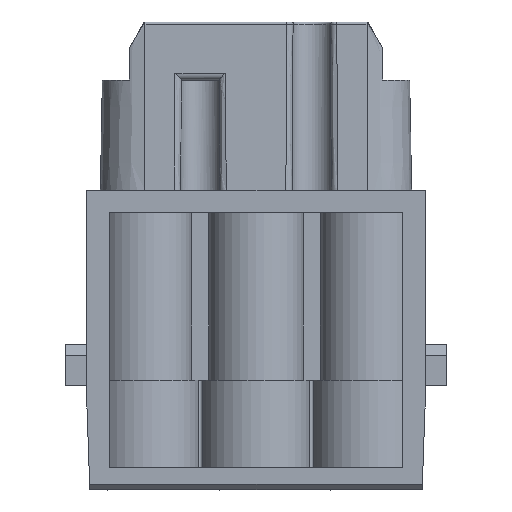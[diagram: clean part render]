
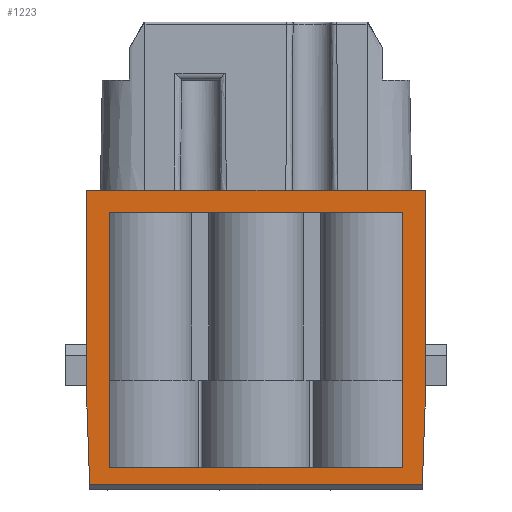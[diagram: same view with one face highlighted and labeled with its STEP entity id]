
A CAD part, left-side view. The second image highlights one B-rep face of the part: STEP entity #1223.
In plain terms, the highlighted planar face has unit normal (-1, 0, 0).
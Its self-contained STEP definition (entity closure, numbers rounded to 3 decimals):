
#1223=ADVANCED_FACE('',(#1689,#1690),#1502,.T.);
#1502=PLANE('',#7885);
#1689=FACE_BOUND('',#1895,.T.);
#1690=FACE_BOUND('',#1896,.T.);
#1895=EDGE_LOOP('',(#3029,#3030,#3031,#3032));
#1896=EDGE_LOOP('',(#3033,#3034,#3035,#3036,#3037,#3038));
#3029=ORIENTED_EDGE('',*,*,#4786,.T.);
#3030=ORIENTED_EDGE('',*,*,#4772,.T.);
#3031=ORIENTED_EDGE('',*,*,#4778,.T.);
#3032=ORIENTED_EDGE('',*,*,#4785,.T.);
#3033=ORIENTED_EDGE('',*,*,#5081,.T.);
#3034=ORIENTED_EDGE('',*,*,#5079,.F.);
#3035=ORIENTED_EDGE('',*,*,#4571,.F.);
#3036=ORIENTED_EDGE('',*,*,#4602,.F.);
#3037=ORIENTED_EDGE('',*,*,#4880,.F.);
#3038=ORIENTED_EDGE('',*,*,#5077,.F.);
#3961=VERTEX_POINT('',#10210);
#3962=VERTEX_POINT('',#10211);
#3992=VERTEX_POINT('',#10361);
#4140=VERTEX_POINT('',#11150);
#4141=VERTEX_POINT('',#11152);
#4145=VERTEX_POINT('',#11162);
#4146=VERTEX_POINT('',#11174);
#4210=VERTEX_POINT('',#11366);
#4337=VERTEX_POINT('',#12180);
#4338=VERTEX_POINT('',#12186);
#4571=EDGE_CURVE('',#3961,#3962,#6205,.T.);
#4602=EDGE_CURVE('',#3992,#3961,#6225,.T.);
#4772=EDGE_CURVE('',#4141,#4140,#6272,.T.);
#4778=EDGE_CURVE('',#4140,#4145,#6277,.T.);
#4785=EDGE_CURVE('',#4145,#4146,#6281,.T.);
#4786=EDGE_CURVE('',#4146,#4141,#6282,.T.);
#4880=EDGE_CURVE('',#4210,#3992,#6353,.T.);
#5077=EDGE_CURVE('',#4337,#4210,#6439,.T.);
#5079=EDGE_CURVE('',#3962,#4338,#6441,.T.);
#5081=EDGE_CURVE('',#4337,#4338,#6443,.T.);
#6205=LINE('',#10209,#6801);
#6225=LINE('',#10360,#6821);
#6272=LINE('',#11151,#6868);
#6277=LINE('',#11163,#6873);
#6281=LINE('',#11175,#6877);
#6282=LINE('',#11177,#6878);
#6353=LINE('',#11365,#6949);
#6439=LINE('',#12181,#7035);
#6441=LINE('',#12185,#7037);
#6443=LINE('',#12189,#7039);
#6801=VECTOR('',#8249,1.);
#6821=VECTOR('',#8277,1.);
#6868=VECTOR('',#8462,1.);
#6873=VECTOR('',#8471,1.);
#6877=VECTOR('',#8489,1.);
#6878=VECTOR('',#8492,1.);
#6949=VECTOR('',#8671,1.);
#7035=VECTOR('',#9005,1.);
#7037=VECTOR('',#9011,1.);
#7039=VECTOR('',#9015,1.);
#7885=AXIS2_PLACEMENT_3D('',#12191,#9018,#9019);
#8249=DIRECTION('',(0.,0.,-1.));
#8277=DIRECTION('',(0.,-1.,0.));
#8462=DIRECTION('',(0.,1.,0.));
#8471=DIRECTION('',(0.,0.,1.));
#8489=DIRECTION('',(0.,-1.,0.));
#8492=DIRECTION('',(0.,0.,-1.));
#8671=DIRECTION('',(0.,0.,1.));
#9005=DIRECTION('',(0.,0.035,0.999));
#9011=DIRECTION('',(0.,0.035,-0.999));
#9015=DIRECTION('',(0.,-1.,0.));
#9018=DIRECTION('',(-1.,0.,0.));
#9019=DIRECTION('',(0.,1.,0.));
#10209=CARTESIAN_POINT('',(-7.325,-15.15,2.2));
#10210=CARTESIAN_POINT('',(-7.325,-15.15,2.2));
#10211=CARTESIAN_POINT('',(-7.325,-15.15,-17.3));
#10360=CARTESIAN_POINT('',(-7.325,15.15,2.2));
#10361=CARTESIAN_POINT('',(-7.325,15.15,2.2));
#11150=CARTESIAN_POINT('',(-7.325,13.15,-22.65));
#11151=CARTESIAN_POINT('',(-7.325,-13.15,-22.65));
#11152=CARTESIAN_POINT('',(-7.325,-13.15,-22.65));
#11162=CARTESIAN_POINT('',(-7.325,13.15,0.2));
#11163=CARTESIAN_POINT('',(-7.325,13.15,-22.65));
#11174=CARTESIAN_POINT('',(-7.325,-13.15,0.2));
#11175=CARTESIAN_POINT('',(-7.325,13.15,0.2));
#11177=CARTESIAN_POINT('',(-7.325,-13.15,0.2));
#11365=CARTESIAN_POINT('',(-7.325,15.15,-17.3));
#11366=CARTESIAN_POINT('',(-7.325,15.15,-17.3));
#12180=CARTESIAN_POINT('',(-7.325,14.911,-24.15));
#12181=CARTESIAN_POINT('',(-7.325,14.911,-24.15));
#12185=CARTESIAN_POINT('',(-7.325,-15.15,-17.3));
#12186=CARTESIAN_POINT('',(-7.325,-14.911,-24.15));
#12189=CARTESIAN_POINT('',(-7.325,14.911,-24.15));
#12191=CARTESIAN_POINT('',(-7.325,-16.665,3.543));
